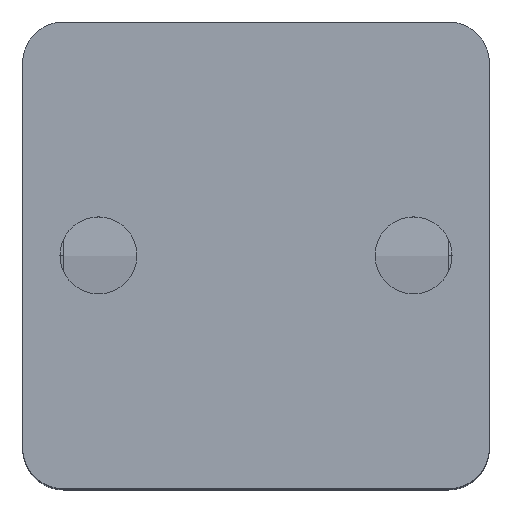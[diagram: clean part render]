
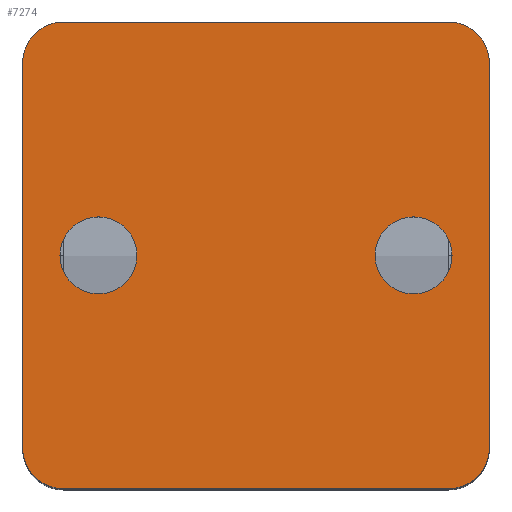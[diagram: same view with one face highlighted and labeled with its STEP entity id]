
A CAD part, top view. The second image highlights one B-rep face of the part: STEP entity #7274.
In plain terms, the highlighted planar face has unit normal (0, 0, 1).
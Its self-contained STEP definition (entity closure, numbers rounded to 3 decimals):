
#208 = DIRECTION ( 'NONE',  ( 0., -1., 0. ) ) ;
#487 = CARTESIAN_POINT ( 'NONE',  ( 0., 20., 30. ) ) ;
#590 = DIRECTION ( 'NONE',  ( -1., 0., 0. ) ) ;
#602 = CARTESIAN_POINT ( 'NONE',  ( -16.5, -16.5, 30. ) ) ;
#633 = EDGE_CURVE ( 'NONE', #7745, #9916, #9634, .T. ) ;
#722 = DIRECTION ( 'NONE',  ( 0., 0., -1. ) ) ;
#735 = DIRECTION ( 'NONE',  ( 0., 1., 0. ) ) ;
#793 = ORIENTED_EDGE ( 'NONE', *, *, #7282, .F. ) ;
#818 = CARTESIAN_POINT ( 'NONE',  ( -10.2, 0., 30. ) ) ;
#1096 = VECTOR ( 'NONE', #590, 1000. ) ;
#1488 = EDGE_CURVE ( 'NONE', #10488, #10647, #2534, .T. ) ;
#1516 = CARTESIAN_POINT ( 'NONE',  ( -16.5, -20., 30. ) ) ;
#1641 = DIRECTION ( 'NONE',  ( 0., 0., 1. ) ) ;
#1723 = DIRECTION ( 'NONE',  ( 0., 0., -1. ) ) ;
#1779 = AXIS2_PLACEMENT_3D ( 'NONE', #3666, #7317, #2755 ) ;
#2035 = CIRCLE ( 'NONE', #2222, 3.5 ) ;
#2139 = LINE ( 'NONE', #487, #11571 ) ;
#2222 = AXIS2_PLACEMENT_3D ( 'NONE', #602, #722, #5924 ) ;
#2329 = EDGE_CURVE ( 'NONE', #9916, #6231, #2139, .T. ) ;
#2394 = EDGE_CURVE ( 'NONE', #6231, #9322, #7375, .T. ) ;
#2534 = CIRCLE ( 'NONE', #6363, 3.3 ) ;
#2743 = DIRECTION ( 'NONE',  ( -1., 0., 0. ) ) ;
#2755 = DIRECTION ( 'NONE',  ( -1., 0., 0. ) ) ;
#3025 = ORIENTED_EDGE ( 'NONE', *, *, #6926, .F. ) ;
#3271 = EDGE_CURVE ( 'NONE', #10730, #5281, #5966, .T. ) ;
#3291 = FACE_BOUND ( 'NONE', #6687, .T. ) ;
#3311 = LINE ( 'NONE', #4394, #9847 ) ;
#3491 = ORIENTED_EDGE ( 'NONE', *, *, #3271, .F. ) ;
#3581 = ORIENTED_EDGE ( 'NONE', *, *, #9465, .F. ) ;
#3666 = CARTESIAN_POINT ( 'NONE',  ( 16.5, -16.5, 30. ) ) ;
#4156 = EDGE_CURVE ( 'NONE', #10647, #10488, #4298, .T. ) ;
#4279 = ORIENTED_EDGE ( 'NONE', *, *, #4156, .F. ) ;
#4298 = CIRCLE ( 'NONE', #7159, 3.3 ) ;
#4394 = CARTESIAN_POINT ( 'NONE',  ( -20., 0., 30. ) ) ;
#4463 = ORIENTED_EDGE ( 'NONE', *, *, #633, .F. ) ;
#4495 = AXIS2_PLACEMENT_3D ( 'NONE', #6452, #10061, #6788 ) ;
#4647 = EDGE_CURVE ( 'NONE', #10238, #10730, #8452, .T. ) ;
#4723 = DIRECTION ( 'NONE',  ( 0., 0., 1. ) ) ;
#5003 = CARTESIAN_POINT ( 'NONE',  ( 16.8, 0., 30. ) ) ;
#5158 = DIRECTION ( 'NONE',  ( -1., 0., 0. ) ) ;
#5281 = VERTEX_POINT ( 'NONE', #1516 ) ;
#5282 = CARTESIAN_POINT ( 'NONE',  ( 20., -16.5, 30. ) ) ;
#5380 = CARTESIAN_POINT ( 'NONE',  ( 20., 16.5, 30. ) ) ;
#5441 = ORIENTED_EDGE ( 'NONE', *, *, #1488, .F. ) ;
#5676 = CARTESIAN_POINT ( 'NONE',  ( -13.5, 0., 30. ) ) ;
#5799 = DIRECTION ( 'NONE',  ( 1., 0., 0. ) ) ;
#5862 = AXIS2_PLACEMENT_3D ( 'NONE', #8832, #6152, #5158 ) ;
#5924 = DIRECTION ( 'NONE',  ( -1., 0., 0. ) ) ;
#5966 = LINE ( 'NONE', #8765, #1096 ) ;
#6097 = FACE_OUTER_BOUND ( 'NONE', #6950, .T. ) ;
#6152 = DIRECTION ( 'NONE',  ( 0., 0., -1. ) ) ;
#6229 = AXIS2_PLACEMENT_3D ( 'NONE', #10693, #1723, #10867 ) ;
#6231 = VERTEX_POINT ( 'NONE', #8736 ) ;
#6363 = AXIS2_PLACEMENT_3D ( 'NONE', #8984, #1641, #9098 ) ;
#6377 = DIRECTION ( 'NONE',  ( -1., 0., 0. ) ) ;
#6452 = CARTESIAN_POINT ( 'NONE',  ( -16.5, 16.5, 30. ) ) ;
#6576 = DIRECTION ( 'NONE',  ( -1., 0., 0. ) ) ;
#6687 = EDGE_LOOP ( 'NONE', ( #4279, #5441 ) ) ;
#6724 = CARTESIAN_POINT ( 'NONE',  ( -16.8, 0., 30. ) ) ;
#6788 = DIRECTION ( 'NONE',  ( -1., 0., 0. ) ) ;
#6807 = CARTESIAN_POINT ( 'NONE',  ( 20., 0., 30. ) ) ;
#6836 = AXIS2_PLACEMENT_3D ( 'NONE', #8092, #10845, #6377 ) ;
#6922 = ORIENTED_EDGE ( 'NONE', *, *, #2329, .F. ) ;
#6926 = EDGE_CURVE ( 'NONE', #9819, #7745, #3311, .T. ) ;
#6950 = EDGE_LOOP ( 'NONE', ( #3491, #9060, #3581, #11448, #6922, #4463, #3025, #793 ) ) ;
#7094 = CIRCLE ( 'NONE', #11283, 3.3 ) ;
#7159 = AXIS2_PLACEMENT_3D ( 'NONE', #5676, #10192, #6576 ) ;
#7274 = ADVANCED_FACE ( 'NONE', ( #3291, #11425, #6097 ), #11486, .F. ) ;
#7282 = EDGE_CURVE ( 'NONE', #5281, #9819, #2035, .T. ) ;
#7305 = ORIENTED_EDGE ( 'NONE', *, *, #8786, .F. ) ;
#7317 = DIRECTION ( 'NONE',  ( 0., 0., -1. ) ) ;
#7375 = CIRCLE ( 'NONE', #6229, 3.5 ) ;
#7384 = CARTESIAN_POINT ( 'NONE',  ( -20., -16.5, 30. ) ) ;
#7666 = VECTOR ( 'NONE', #208, 1000. ) ;
#7745 = VERTEX_POINT ( 'NONE', #10480 ) ;
#7774 = CIRCLE ( 'NONE', #6836, 3.3 ) ;
#8092 = CARTESIAN_POINT ( 'NONE',  ( 13.5, 0., 30. ) ) ;
#8093 = VERTEX_POINT ( 'NONE', #8378 ) ;
#8378 = CARTESIAN_POINT ( 'NONE',  ( 10.2, 0., 30. ) ) ;
#8452 = CIRCLE ( 'NONE', #1779, 3.5 ) ;
#8736 = CARTESIAN_POINT ( 'NONE',  ( 16.5, 20., 30. ) ) ;
#8765 = CARTESIAN_POINT ( 'NONE',  ( 0., -20., 30. ) ) ;
#8786 = EDGE_CURVE ( 'NONE', #11759, #8093, #7774, .T. ) ;
#8832 = CARTESIAN_POINT ( 'NONE',  ( 0., 0., 30. ) ) ;
#8984 = CARTESIAN_POINT ( 'NONE',  ( -13.5, 0., 30. ) ) ;
#9060 = ORIENTED_EDGE ( 'NONE', *, *, #4647, .F. ) ;
#9098 = DIRECTION ( 'NONE',  ( -1., 0., 0. ) ) ;
#9304 = CARTESIAN_POINT ( 'NONE',  ( 13.5, 0., 30. ) ) ;
#9322 = VERTEX_POINT ( 'NONE', #5380 ) ;
#9465 = EDGE_CURVE ( 'NONE', #9322, #10238, #10290, .T. ) ;
#9634 = CIRCLE ( 'NONE', #4495, 3.5 ) ;
#9819 = VERTEX_POINT ( 'NONE', #7384 ) ;
#9847 = VECTOR ( 'NONE', #735, 1000. ) ;
#9857 = CARTESIAN_POINT ( 'NONE',  ( -16.5, 20., 30. ) ) ;
#9888 = ORIENTED_EDGE ( 'NONE', *, *, #10294, .F. ) ;
#9916 = VERTEX_POINT ( 'NONE', #9857 ) ;
#10061 = DIRECTION ( 'NONE',  ( 0., 0., -1. ) ) ;
#10192 = DIRECTION ( 'NONE',  ( 0., 0., 1. ) ) ;
#10238 = VERTEX_POINT ( 'NONE', #5282 ) ;
#10290 = LINE ( 'NONE', #6807, #7666 ) ;
#10294 = EDGE_CURVE ( 'NONE', #8093, #11759, #7094, .T. ) ;
#10480 = CARTESIAN_POINT ( 'NONE',  ( -20., 16.5, 30. ) ) ;
#10488 = VERTEX_POINT ( 'NONE', #818 ) ;
#10582 = EDGE_LOOP ( 'NONE', ( #9888, #7305 ) ) ;
#10647 = VERTEX_POINT ( 'NONE', #6724 ) ;
#10693 = CARTESIAN_POINT ( 'NONE',  ( 16.5, 16.5, 30. ) ) ;
#10730 = VERTEX_POINT ( 'NONE', #11692 ) ;
#10845 = DIRECTION ( 'NONE',  ( 0., 0., 1. ) ) ;
#10867 = DIRECTION ( 'NONE',  ( -1., 0., 0. ) ) ;
#11283 = AXIS2_PLACEMENT_3D ( 'NONE', #9304, #4723, #2743 ) ;
#11425 = FACE_BOUND ( 'NONE', #10582, .T. ) ;
#11448 = ORIENTED_EDGE ( 'NONE', *, *, #2394, .F. ) ;
#11486 = PLANE ( 'NONE',  #5862 ) ;
#11571 = VECTOR ( 'NONE', #5799, 1000. ) ;
#11692 = CARTESIAN_POINT ( 'NONE',  ( 16.5, -20., 30. ) ) ;
#11759 = VERTEX_POINT ( 'NONE', #5003 ) ;
